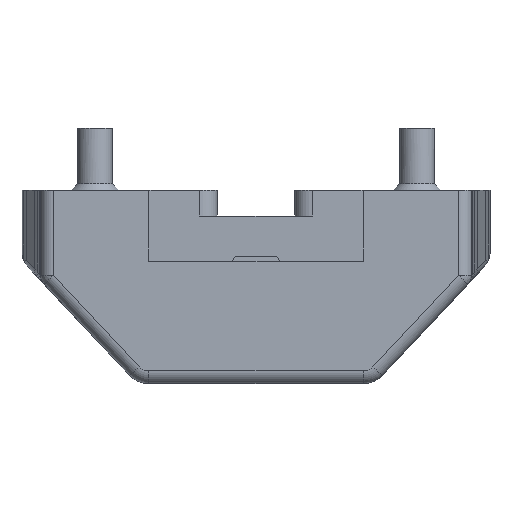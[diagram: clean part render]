
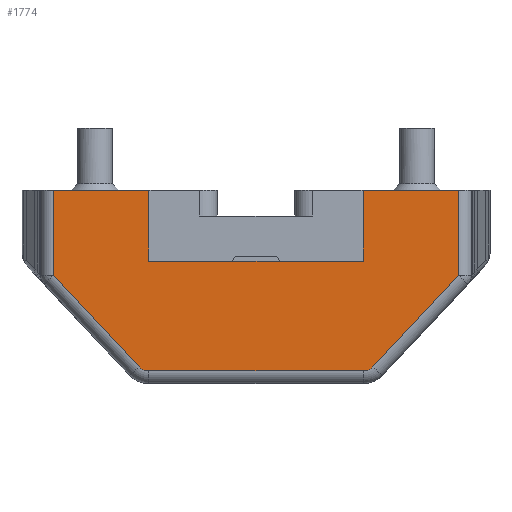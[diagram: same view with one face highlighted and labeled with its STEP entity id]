
A CAD part, front view. The second image highlights one B-rep face of the part: STEP entity #1774.
In plain terms, the highlighted planar face has unit normal (0, -1, 0).
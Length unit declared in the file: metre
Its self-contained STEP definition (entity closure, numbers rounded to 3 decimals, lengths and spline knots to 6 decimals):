
#93=CIRCLE('',#1918,0.001);
#94=CIRCLE('',#1919,0.001);
#260=ORIENTED_EDGE('',*,*,#787,.T.);
#261=ORIENTED_EDGE('',*,*,#788,.T.);
#262=ORIENTED_EDGE('',*,*,#789,.T.);
#263=ORIENTED_EDGE('',*,*,#738,.F.);
#264=ORIENTED_EDGE('',*,*,#790,.F.);
#265=ORIENTED_EDGE('',*,*,#791,.F.);
#266=ORIENTED_EDGE('',*,*,#792,.T.);
#267=ORIENTED_EDGE('',*,*,#712,.F.);
#268=ORIENTED_EDGE('',*,*,#793,.T.);
#269=ORIENTED_EDGE('',*,*,#794,.T.);
#270=ORIENTED_EDGE('',*,*,#795,.T.);
#271=ORIENTED_EDGE('',*,*,#796,.T.);
#712=EDGE_CURVE('',#978,#979,#1138,.T.);
#738=EDGE_CURVE('',#1000,#1001,#1158,.T.);
#787=EDGE_CURVE('',#1048,#1049,#93,.F.);
#788=EDGE_CURVE('',#1049,#1050,#1193,.F.);
#789=EDGE_CURVE('',#1050,#1001,#1194,.T.);
#790=EDGE_CURVE('',#1051,#1000,#1195,.T.);
#791=EDGE_CURVE('',#1052,#1051,#1196,.T.);
#792=EDGE_CURVE('',#1052,#979,#1197,.T.);
#793=EDGE_CURVE('',#978,#1053,#1198,.F.);
#794=EDGE_CURVE('',#1053,#1054,#1199,.F.);
#795=EDGE_CURVE('',#1054,#1055,#94,.F.);
#796=EDGE_CURVE('',#1055,#1048,#1200,.F.);
#978=VERTEX_POINT('',#2627);
#979=VERTEX_POINT('',#2629);
#1000=VERTEX_POINT('',#2691);
#1001=VERTEX_POINT('',#2693);
#1048=VERTEX_POINT('',#2803);
#1049=VERTEX_POINT('',#2804);
#1050=VERTEX_POINT('',#2806);
#1051=VERTEX_POINT('',#2809);
#1052=VERTEX_POINT('',#2811);
#1053=VERTEX_POINT('',#2814);
#1054=VERTEX_POINT('',#2816);
#1055=VERTEX_POINT('',#2818);
#1138=LINE('',#2628,#1304);
#1158=LINE('',#2692,#1324);
#1193=LINE('',#2805,#1359);
#1194=LINE('',#2807,#1360);
#1195=LINE('',#2808,#1361);
#1196=LINE('',#2810,#1362);
#1197=LINE('',#2812,#1363);
#1198=LINE('',#2813,#1364);
#1199=LINE('',#2815,#1365);
#1200=LINE('',#2819,#1366);
#1304=VECTOR('',#2081,1.);
#1324=VECTOR('',#2117,1.);
#1359=VECTOR('',#2194,1.);
#1360=VECTOR('',#2195,1.);
#1361=VECTOR('',#2196,1.);
#1362=VECTOR('',#2197,1.);
#1363=VECTOR('',#2198,1.);
#1364=VECTOR('',#2199,1.);
#1365=VECTOR('',#2200,1.);
#1366=VECTOR('',#2203,1.);
#1477=EDGE_LOOP('',(#260,#261,#262,#263,#264,#265,#266,#267,#268,#269,#270,
#271));
#1599=FACE_BOUND('',#1477,.T.);
#1717=PLANE('',#1917);
#1774=ADVANCED_FACE('',(#1599),#1717,.F.);
#1917=AXIS2_PLACEMENT_3D('',#2801,#2190,#2191);
#1918=AXIS2_PLACEMENT_3D('',#2802,#2192,#2193);
#1919=AXIS2_PLACEMENT_3D('',#2817,#2201,#2202);
#2081=DIRECTION('',(1.,0.,0.));
#2117=DIRECTION('',(1.,0.,0.));
#2190=DIRECTION('',(0.,1.,0.));
#2191=DIRECTION('',(1.,0.,0.));
#2192=DIRECTION('',(0.,1.,0.));
#2193=DIRECTION('',(0.,0.,1.));
#2194=DIRECTION('',(-0.684,0.,-0.73));
#2195=DIRECTION('',(0.,0.,1.));
#2196=DIRECTION('',(0.,0.,1.));
#2197=DIRECTION('',(1.,0.,0.));
#2198=DIRECTION('',(0.,0.,1.));
#2199=DIRECTION('',(0.,0.,1.));
#2200=DIRECTION('',(-0.684,0.,0.73));
#2201=DIRECTION('',(0.,1.,0.));
#2202=DIRECTION('',(0.,0.,1.));
#2203=DIRECTION('',(-1.,0.,0.));
#2627=CARTESIAN_POINT('',(-0.0157,-0.0404,0.015));
#2628=CARTESIAN_POINT('',(-0.010584,-0.0404,0.015));
#2629=CARTESIAN_POINT('',(-0.0083,-0.0404,0.015));
#2691=CARTESIAN_POINT('',(0.0083,-0.0404,0.015));
#2692=CARTESIAN_POINT('',(0.010584,-0.0404,0.015));
#2693=CARTESIAN_POINT('',(0.0157,-0.0404,0.015));
#2801=CARTESIAN_POINT('',(0.,-0.0404,0.0075));
#2802=CARTESIAN_POINT('',(0.008334,-0.0404,0.002));
#2803=CARTESIAN_POINT('',(0.008334,-0.0404,0.001));
#2804=CARTESIAN_POINT('',(0.009063,-0.0404,0.001316));
#2805=CARTESIAN_POINT('',(0.007909,-0.0404,0.000085));
#2806=CARTESIAN_POINT('',(0.0157,-0.0404,0.008395));
#2807=CARTESIAN_POINT('',(0.0157,-0.0404,0.0075));
#2808=CARTESIAN_POINT('',(0.0083,-0.0404,0.0095));
#2809=CARTESIAN_POINT('',(0.0083,-0.0404,0.0095));
#2810=CARTESIAN_POINT('',(-0.010584,-0.0404,0.0095));
#2811=CARTESIAN_POINT('',(-0.0083,-0.0404,0.0095));
#2812=CARTESIAN_POINT('',(-0.0083,-0.0404,0.0095));
#2813=CARTESIAN_POINT('',(-0.0157,-0.0404,0.008));
#2814=CARTESIAN_POINT('',(-0.0157,-0.0404,0.008395));
#2815=CARTESIAN_POINT('',(-0.007909,-0.0404,0.000085));
#2816=CARTESIAN_POINT('',(-0.009063,-0.0404,0.001316));
#2817=CARTESIAN_POINT('',(-0.008334,-0.0404,0.002));
#2818=CARTESIAN_POINT('',(-0.008334,-0.0404,0.001));
#2819=CARTESIAN_POINT('',(0.,-0.0404,0.001));
